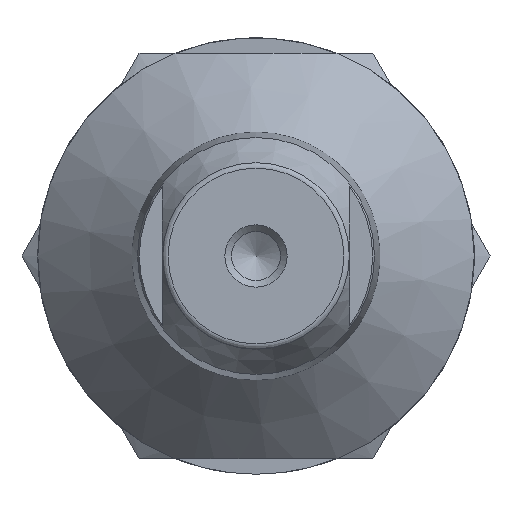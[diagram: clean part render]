
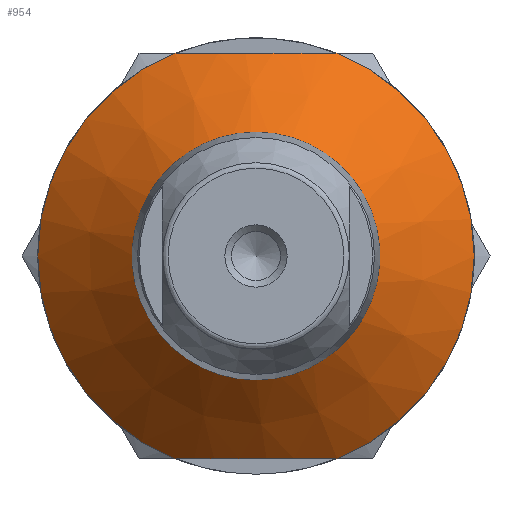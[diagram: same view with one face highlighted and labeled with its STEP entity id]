
A CAD part, front view. The second image highlights one B-rep face of the part: STEP entity #954.
In plain terms, the highlighted conical face has half-angle 45 degrees and reference radius 7 mm.
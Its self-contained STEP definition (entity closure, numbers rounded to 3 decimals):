
#91=CONICAL_SURFACE('',#1089,7.,0.785);
#108=B_SPLINE_CURVE_WITH_KNOTS('',3,(#1599,#1600,#1601,#1602,#1603),
 .UNSPECIFIED.,.F.,.F.,(4,1,4),(0.023,0.026,0.028),
 .UNSPECIFIED.);
#109=B_SPLINE_CURVE_WITH_KNOTS('',3,(#1604,#1605,#1606,#1607,#1608),
 .UNSPECIFIED.,.F.,.F.,(4,1,4),(0.023,0.026,0.028),
 .UNSPECIFIED.);
#185=ORIENTED_EDGE('',*,*,#403,.F.);
#186=ORIENTED_EDGE('',*,*,#404,.F.);
#187=ORIENTED_EDGE('',*,*,#390,.T.);
#188=ORIENTED_EDGE('',*,*,#405,.F.);
#189=ORIENTED_EDGE('',*,*,#394,.T.);
#390=EDGE_CURVE('',#499,#500,#591,.T.);
#394=EDGE_CURVE('',#504,#503,#593,.T.);
#403=EDGE_CURVE('',#511,#511,#598,.T.);
#404=EDGE_CURVE('',#499,#503,#108,.T.);
#405=EDGE_CURVE('',#504,#500,#109,.T.);
#499=VERTEX_POINT('',#1551);
#500=VERTEX_POINT('',#1552);
#503=VERTEX_POINT('',#1558);
#504=VERTEX_POINT('',#1560);
#511=VERTEX_POINT('',#1598);
#591=CIRCLE('',#1081,7.);
#593=CIRCLE('',#1083,7.);
#598=CIRCLE('',#1090,3.8);
#661=EDGE_LOOP('',(#185));
#662=EDGE_LOOP('',(#186,#187,#188,#189));
#798=FACE_BOUND('',#661,.T.);
#799=FACE_BOUND('',#662,.T.);
#954=ADVANCED_FACE('',(#798,#799),#91,.T.);
#1081=AXIS2_PLACEMENT_3D('',#1550,#1232,#1233);
#1083=AXIS2_PLACEMENT_3D('',#1559,#1238,#1239);
#1089=AXIS2_PLACEMENT_3D('',#1596,#1252,#1253);
#1090=AXIS2_PLACEMENT_3D('',#1597,#1254,#1255);
#1232=DIRECTION('',(0.,-1.,0.));
#1233=DIRECTION('',(0.,0.,-1.));
#1238=DIRECTION('',(0.,-1.,0.));
#1239=DIRECTION('',(0.,0.,-1.));
#1252=DIRECTION('',(0.,1.,0.));
#1253=DIRECTION('',(0.,0.,1.));
#1254=DIRECTION('',(0.,-1.,0.));
#1255=DIRECTION('',(0.,0.,-1.));
#1550=CARTESIAN_POINT('',(0.,10.3,0.));
#1551=CARTESIAN_POINT('',(2.598,10.3,-6.5));
#1552=CARTESIAN_POINT('',(2.598,10.3,6.5));
#1558=CARTESIAN_POINT('',(-2.598,10.3,-6.5));
#1559=CARTESIAN_POINT('',(0.,10.3,0.));
#1560=CARTESIAN_POINT('',(-2.598,10.3,6.5));
#1596=CARTESIAN_POINT('',(0.,10.3,0.));
#1597=CARTESIAN_POINT('',(0.,7.1,0.));
#1598=CARTESIAN_POINT('',(0.,7.1,-3.8));
#1599=CARTESIAN_POINT('',(2.598,10.3,-6.5));
#1600=CARTESIAN_POINT('',(1.767,9.992,-6.5));
#1601=CARTESIAN_POINT('',(0.001,9.609,-6.5));
#1602=CARTESIAN_POINT('',(-1.762,9.99,-6.5));
#1603=CARTESIAN_POINT('',(-2.598,10.3,-6.5));
#1604=CARTESIAN_POINT('',(-2.598,10.3,6.5));
#1605=CARTESIAN_POINT('',(-1.767,9.992,6.5));
#1606=CARTESIAN_POINT('',(-0.001,9.609,6.5));
#1607=CARTESIAN_POINT('',(1.762,9.99,6.5));
#1608=CARTESIAN_POINT('',(2.598,10.3,6.5));
